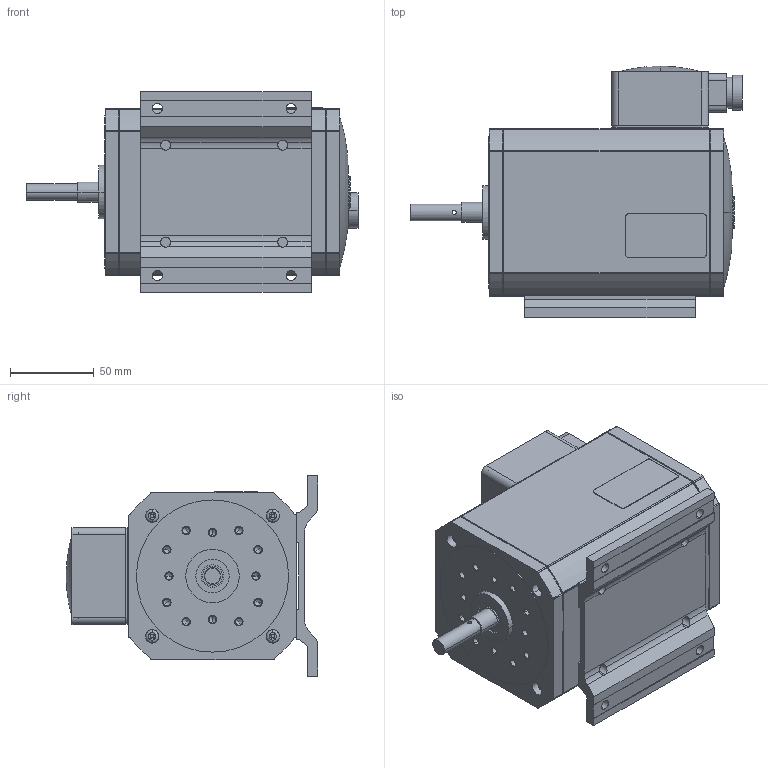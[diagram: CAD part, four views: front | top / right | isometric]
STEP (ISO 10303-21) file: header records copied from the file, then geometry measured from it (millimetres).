
FILE_DESCRIPTION(('STEP AP214'),'1');
FILE_NAME('tmp0.STP','2015-04-07T12:27:09',(' '),(' '),'Spatial InterOp 3D',' ',' ');
FILE_SCHEMA(('automotive_design'));
Length unit declared in the file: millimetre
Products named in the file (2): 1
Bounding box: 198.5 x 150.5 x 120 mm (x, y, z)
Volume: 1573329.3 mm3; surface area: 115926.1 mm2
Topology: 2 solids, 2 shells, 480 faces, 1259 edges, 809 vertices
Faces by surface type: plane 204, cylinder 200, cone 52, torus 24
Entity records: 26398 total; most frequent: CARTESIAN_POINT 2842, DIRECTION 2661, ORIENTED_EDGE 2466, STYLED_ITEM 1984, PRESENTATION_STYLE_ASSIGNMENT 1984, COLOUR_RGB 1984, EDGE_CURVE 1233, AXIS2_PLACEMENT_3D 968
